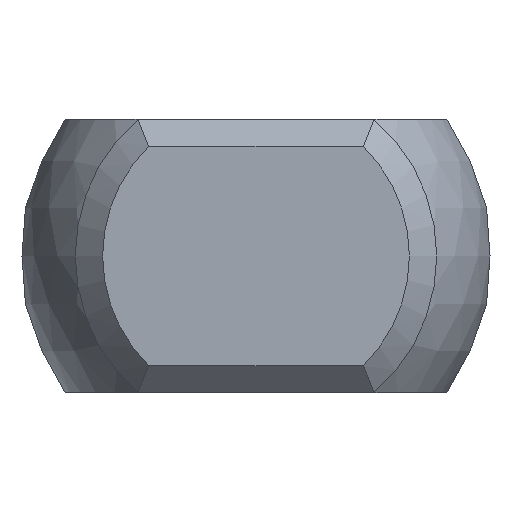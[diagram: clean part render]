
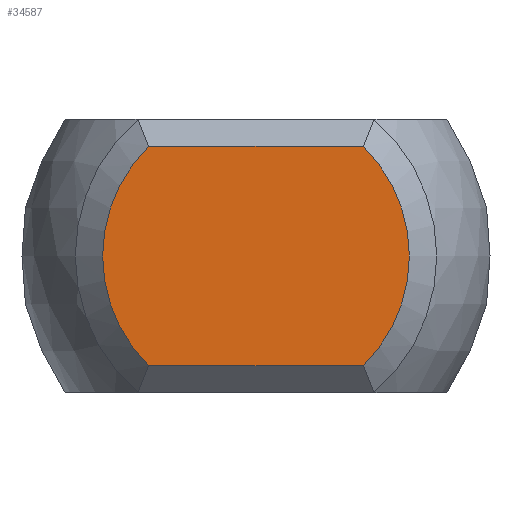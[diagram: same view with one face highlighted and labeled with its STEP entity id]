
A CAD part, left-side view. The second image highlights one B-rep face of the part: STEP entity #34587.
In plain terms, the highlighted planar face has unit normal (-1, 0, 0).
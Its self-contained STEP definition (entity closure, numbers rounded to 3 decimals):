
#33013 = PLANE('',#33014);
#33014 = AXIS2_PLACEMENT_3D('',#33015,#33016,#33017);
#33015 = CARTESIAN_POINT('',(-24.75,3.125,2.25));
#33016 = DIRECTION('',(-0.707,0.,0.707));
#33017 = DIRECTION('',(0.707,0.,0.707));
#34231 = EDGE_CURVE('',#34232,#34234,#34236,.T.);
#34232 = VERTEX_POINT('',#34233);
#34233 = CARTESIAN_POINT('',(-25.,-1.96,-2.));
#34234 = VERTEX_POINT('',#34235);
#34235 = CARTESIAN_POINT('',(-25.,1.96,-2.));
#34236 = SURFACE_CURVE('',#34237,(#34241,#34253),.PCURVE_S1.);
#34237 = LINE('',#34238,#34239);
#34238 = CARTESIAN_POINT('',(-25.,-3.125,-2.));
#34239 = VECTOR('',#34240,1.);
#34240 = DIRECTION('',(0.,1.,0.));
#34241 = PCURVE('',#34242,#34247);
#34242 = PLANE('',#34243);
#34243 = AXIS2_PLACEMENT_3D('',#34244,#34245,#34246);
#34244 = CARTESIAN_POINT('',(-24.75,-3.125,-2.25));
#34245 = DIRECTION('',(-0.707,0.,
    -0.707));
#34246 = DIRECTION('',(-0.707,0.,0.707));
#34247 = DEFINITIONAL_REPRESENTATION('',(#34248),#34252);
#34248 = LINE('',#34249,#34250);
#34249 = CARTESIAN_POINT('',(0.354,0.));
#34250 = VECTOR('',#34251,1.);
#34251 = DIRECTION('',(0.,1.));
#34252 = ( GEOMETRIC_REPRESENTATION_CONTEXT(2) 
PARAMETRIC_REPRESENTATION_CONTEXT() REPRESENTATION_CONTEXT('2D SPACE',''
  ) );
#34253 = PCURVE('',#34254,#34259);
#34254 = PLANE('',#34255);
#34255 = AXIS2_PLACEMENT_3D('',#34256,#34257,#34258);
#34256 = CARTESIAN_POINT('',(-25.,0.,0.));
#34257 = DIRECTION('',(1.,0.,0.));
#34258 = DIRECTION('',(0.,0.,-1.));
#34259 = DEFINITIONAL_REPRESENTATION('',(#34260),#34264);
#34260 = LINE('',#34261,#34262);
#34261 = CARTESIAN_POINT('',(2.,-3.125));
#34262 = VECTOR('',#34263,1.);
#34263 = DIRECTION('',(0.,1.));
#34264 = ( GEOMETRIC_REPRESENTATION_CONTEXT(2) 
PARAMETRIC_REPRESENTATION_CONTEXT() REPRESENTATION_CONTEXT('2D SPACE',''
  ) );
#34284 = CONICAL_SURFACE('',#34285,3.05,0.785);
#34285 = AXIS2_PLACEMENT_3D('',#34286,#34287,#34288);
#34286 = CARTESIAN_POINT('',(-24.75,0.,0.));
#34287 = DIRECTION('',(1.,0.,0.));
#34288 = DIRECTION('',(-0.,1.,0.));
#34334 = CONICAL_SURFACE('',#34335,3.05,0.785);
#34335 = AXIS2_PLACEMENT_3D('',#34336,#34337,#34338);
#34336 = CARTESIAN_POINT('',(-24.75,0.,0.));
#34337 = DIRECTION('',(1.,0.,0.));
#34338 = DIRECTION('',(0.,-1.,0.));
#34348 = EDGE_CURVE('',#34349,#34351,#34353,.T.);
#34349 = VERTEX_POINT('',#34350);
#34350 = CARTESIAN_POINT('',(-25.,1.96,2.));
#34351 = VERTEX_POINT('',#34352);
#34352 = CARTESIAN_POINT('',(-25.,-1.96,2.));
#34353 = SURFACE_CURVE('',#34354,(#34358,#34365),.PCURVE_S1.);
#34354 = LINE('',#34355,#34356);
#34355 = CARTESIAN_POINT('',(-25.,3.125,2.));
#34356 = VECTOR('',#34357,1.);
#34357 = DIRECTION('',(0.,-1.,0.));
#34358 = PCURVE('',#33013,#34359);
#34359 = DEFINITIONAL_REPRESENTATION('',(#34360),#34364);
#34360 = LINE('',#34361,#34362);
#34361 = CARTESIAN_POINT('',(-0.354,0.));
#34362 = VECTOR('',#34363,1.);
#34363 = DIRECTION('',(0.,-1.));
#34364 = ( GEOMETRIC_REPRESENTATION_CONTEXT(2) 
PARAMETRIC_REPRESENTATION_CONTEXT() REPRESENTATION_CONTEXT('2D SPACE',''
  ) );
#34365 = PCURVE('',#34254,#34366);
#34366 = DEFINITIONAL_REPRESENTATION('',(#34367),#34371);
#34367 = LINE('',#34368,#34369);
#34368 = CARTESIAN_POINT('',(-2.,3.125));
#34369 = VECTOR('',#34370,1.);
#34370 = DIRECTION('',(0.,-1.));
#34371 = ( GEOMETRIC_REPRESENTATION_CONTEXT(2) 
PARAMETRIC_REPRESENTATION_CONTEXT() REPRESENTATION_CONTEXT('2D SPACE',''
  ) );
#34444 = EDGE_CURVE('',#34351,#34232,#34445,.T.);
#34445 = SURFACE_CURVE('',#34446,(#34451,#34458),.PCURVE_S1.);
#34446 = CIRCLE('',#34447,2.8);
#34447 = AXIS2_PLACEMENT_3D('',#34448,#34449,#34450);
#34448 = CARTESIAN_POINT('',(-25.,0.,0.));
#34449 = DIRECTION('',(1.,0.,0.));
#34450 = DIRECTION('',(0.,-1.,0.));
#34451 = PCURVE('',#34334,#34452);
#34452 = DEFINITIONAL_REPRESENTATION('',(#34453),#34457);
#34453 = LINE('',#34454,#34455);
#34454 = CARTESIAN_POINT('',(-6.283,-0.25));
#34455 = VECTOR('',#34456,1.);
#34456 = DIRECTION('',(1.,0.));
#34457 = ( GEOMETRIC_REPRESENTATION_CONTEXT(2) 
PARAMETRIC_REPRESENTATION_CONTEXT() REPRESENTATION_CONTEXT('2D SPACE',''
  ) );
#34458 = PCURVE('',#34254,#34459);
#34459 = DEFINITIONAL_REPRESENTATION('',(#34460),#34464);
#34460 = CIRCLE('',#34461,2.8);
#34461 = AXIS2_PLACEMENT_2D('',#34462,#34463);
#34462 = CARTESIAN_POINT('',(0.,0.));
#34463 = DIRECTION('',(0.,-1.));
#34464 = ( GEOMETRIC_REPRESENTATION_CONTEXT(2) 
PARAMETRIC_REPRESENTATION_CONTEXT() REPRESENTATION_CONTEXT('2D SPACE',''
  ) );
#34470 = EDGE_CURVE('',#34234,#34349,#34471,.T.);
#34471 = SURFACE_CURVE('',#34472,(#34477,#34484),.PCURVE_S1.);
#34472 = CIRCLE('',#34473,2.8);
#34473 = AXIS2_PLACEMENT_3D('',#34474,#34475,#34476);
#34474 = CARTESIAN_POINT('',(-25.,0.,0.));
#34475 = DIRECTION('',(1.,0.,0.));
#34476 = DIRECTION('',(-0.,1.,0.));
#34477 = PCURVE('',#34284,#34478);
#34478 = DEFINITIONAL_REPRESENTATION('',(#34479),#34483);
#34479 = LINE('',#34480,#34481);
#34480 = CARTESIAN_POINT('',(0.,-0.25));
#34481 = VECTOR('',#34482,1.);
#34482 = DIRECTION('',(1.,0.));
#34483 = ( GEOMETRIC_REPRESENTATION_CONTEXT(2) 
PARAMETRIC_REPRESENTATION_CONTEXT() REPRESENTATION_CONTEXT('2D SPACE',''
  ) );
#34484 = PCURVE('',#34254,#34485);
#34485 = DEFINITIONAL_REPRESENTATION('',(#34486),#34490);
#34486 = CIRCLE('',#34487,2.8);
#34487 = AXIS2_PLACEMENT_2D('',#34488,#34489);
#34488 = CARTESIAN_POINT('',(0.,0.));
#34489 = DIRECTION('',(0.,1.));
#34490 = ( GEOMETRIC_REPRESENTATION_CONTEXT(2) 
PARAMETRIC_REPRESENTATION_CONTEXT() REPRESENTATION_CONTEXT('2D SPACE',''
  ) );
#34587 = ADVANCED_FACE('',(#34588),#34254,.F.);
#34588 = FACE_BOUND('',#34589,.T.);
#34589 = EDGE_LOOP('',(#34590,#34591,#34592,#34593));
#34590 = ORIENTED_EDGE('',*,*,#34348,.F.);
#34591 = ORIENTED_EDGE('',*,*,#34470,.F.);
#34592 = ORIENTED_EDGE('',*,*,#34231,.F.);
#34593 = ORIENTED_EDGE('',*,*,#34444,.F.);
